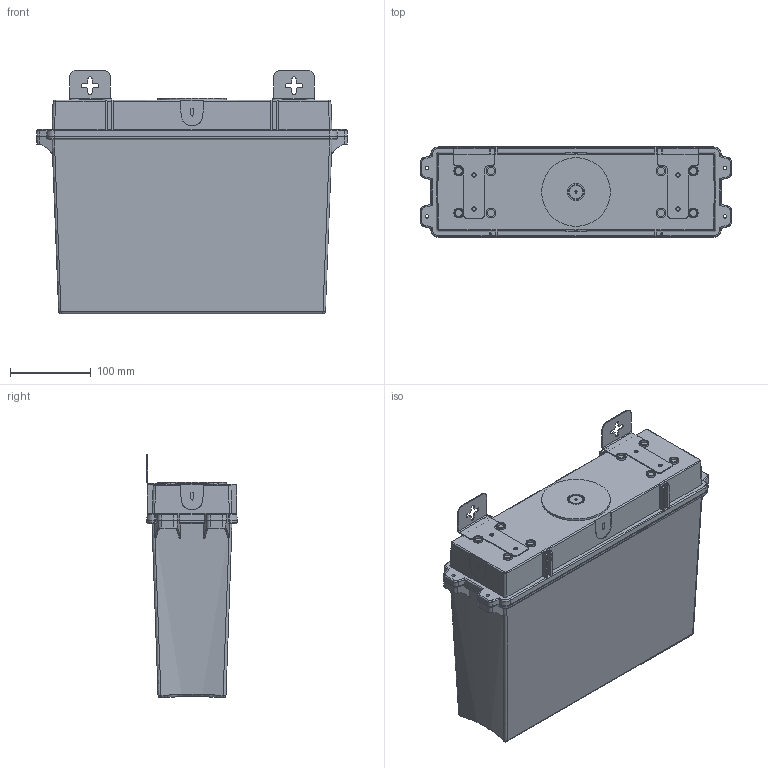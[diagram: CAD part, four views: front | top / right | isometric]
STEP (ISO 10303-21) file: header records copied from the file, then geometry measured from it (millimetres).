
FILE_DESCRIPTION((''),'2;1');
FILE_NAME('M3W','2025-09-23T09:54:43',('chuncheng.yin'),(''),'CREO PARAMETRIC BY PTC INC, 2024401','CREO PARAMETRIC BY PTC INC, 2024401','');
FILE_SCHEMA(('CONFIG_CONTROL_DESIGN'));
Products named in the file (1): M3W
Bounding box: 384 x 111.42 x 300.91 mm (x, y, z)
Volume: 285069.7 mm3; surface area: 646529 mm2
Topology: 1 solids, 7 shells, 2720 faces, 7154 edges, 4615 vertices
Faces by surface type: plane 2108, cylinder 226, cone 219, extrusion 113, bspline 28, torus 16, sphere 10
Entity records: 86572 total; most frequent: CARTESIAN_POINT 22088, ORIENTED_EDGE 14217, DIRECTION 11617, EDGE_CURVE 7144, VECTOR 4931, LINE 4818, VERTEX_POINT 4612, AXIS2_PLACEMENT_3D 3343
